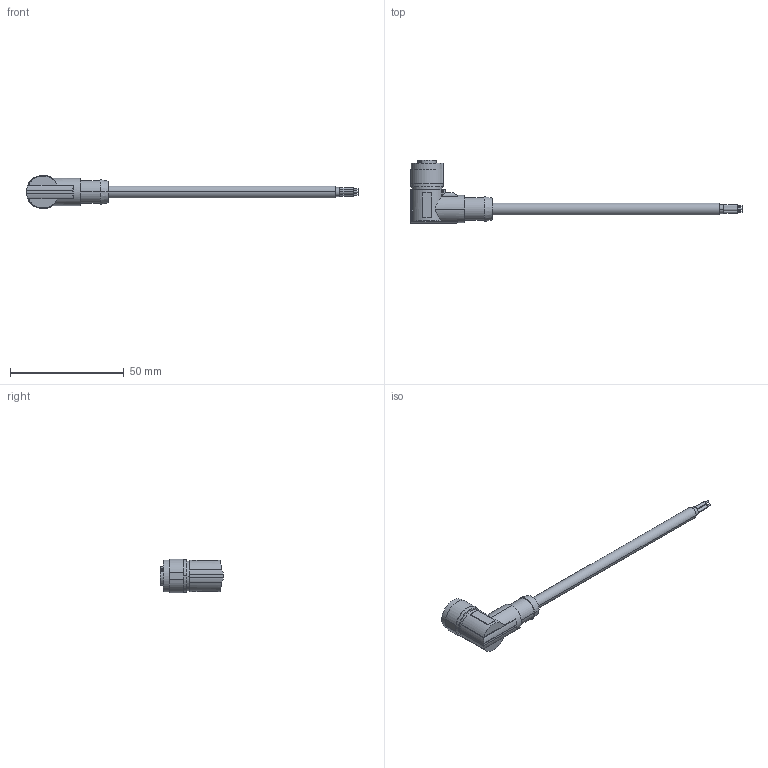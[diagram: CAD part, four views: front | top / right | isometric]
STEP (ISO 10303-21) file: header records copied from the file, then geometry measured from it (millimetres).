
FILE_DESCRIPTION(('SolidDesigner STEP Export'),'2;1');
FILE_NAME('1406192_SAC_4P_2.0_542_FR_SH_SCO_BK-select.stp','2013-09-20T12:27:33',(''),(''),'Creo Elements/Direct Modeling STEP processor for AP214 (Solid Model)','Creo Elements/Direct Modeling 18.1B 29-Sep-2012 (C) Parametric Technology GmbH','');
FILE_SCHEMA(('AUTOMOTIVE_DESIGN { 1 0 10303 214 1 1 1 1 }'));
Length unit declared in the file: millimetre
Products named in the file (1): 1406192_SAC_4P_2.0_542_FR_SH_SCO_BK-select
Bounding box: 146.25 x 28 x 14.79 mm (x, y, z)
Volume: 8214.8 mm3; surface area: 4758.5 mm2
Topology: 1 solids, 1 shells, 146 faces, 345 edges, 224 vertices
Faces by surface type: cylinder 68, plane 68, cone 10
Entity records: 6188 total; most frequent: CARTESIAN_POINT 1727, ORIENTED_EDGE 690, DIRECTION 655, EDGE_CURVE 345, AXIS2_PLACEMENT_3D 240, VERTEX_POINT 224, VECTOR 175, LINE 175
